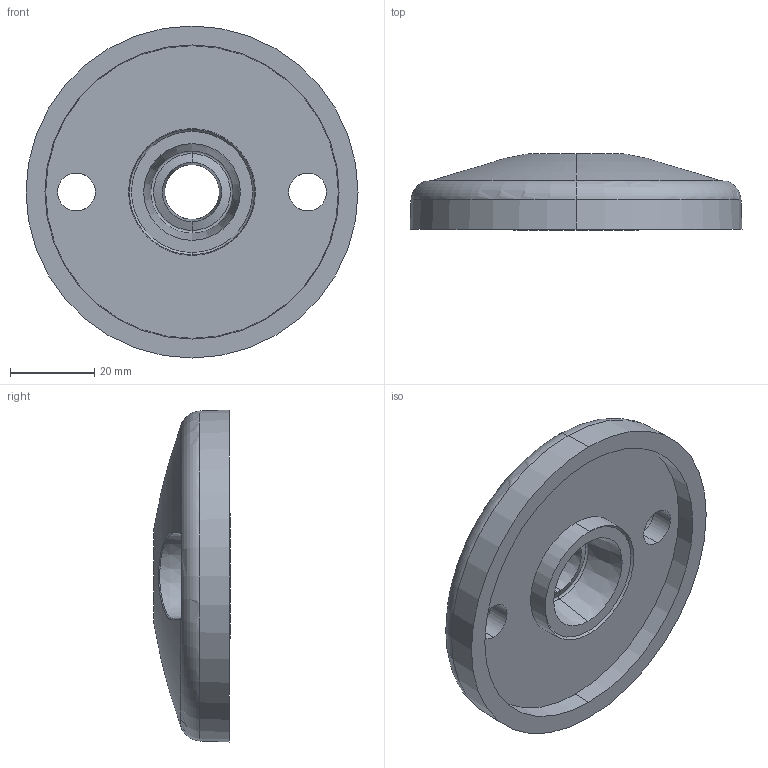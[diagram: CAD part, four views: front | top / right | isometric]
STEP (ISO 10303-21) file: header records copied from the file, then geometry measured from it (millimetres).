
FILE_DESCRIPTION (( 'STEP AP203' ), '1' );
FILE_NAME ('098a080zbs.STEP', '2012-11-20T13:05:27', ( '' ), ( '' ), 'SwSTEP 2.0', 'SolidWorks 2012', '' );
FILE_SCHEMA (( 'CONFIG_CONTROL_DESIGN' ));
Length unit declared in the file: millimetre
Products named in the file (1): 098a080zbs
Bounding box: 79 x 18.2 x 79 mm (x, y, z)
Volume: 44700.9 mm3; surface area: 18279.2 mm2
Topology: 1 solids, 19 shells, 435 faces, 968 edges, 574 vertices
Faces by surface type: bspline 210, cone 80, plane 63, torus 54, sphere 22, cylinder 6
Entity records: 16207 total; most frequent: CARTESIAN_POINT 8110, ORIENTED_EDGE 1936, DIRECTION 1300, EDGE_CURVE 968, AXIS2_PLACEMENT_3D 614, VERTEX_POINT 574, B_SPLINE_CURVE_WITH_KNOTS 508, EDGE_LOOP 444
